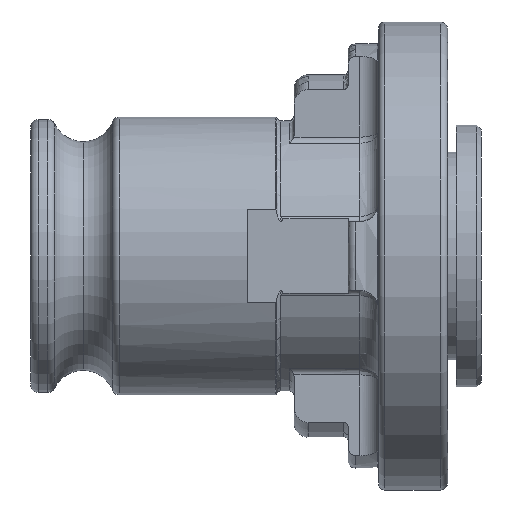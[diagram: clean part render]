
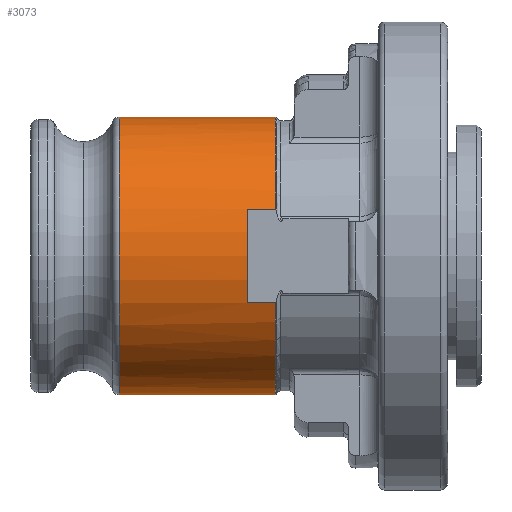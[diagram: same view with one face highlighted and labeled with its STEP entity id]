
A CAD part, front view. The second image highlights one B-rep face of the part: STEP entity #3073.
In plain terms, the highlighted cylindrical face has radius 9.5 mm (diameter 19 mm), a partial arc.
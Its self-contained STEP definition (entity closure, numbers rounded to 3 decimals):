
#154 = FACE_OUTER_BOUND ( 'NONE', #1279, .T. ) ;
#189 = CYLINDRICAL_SURFACE ( 'NONE', #1897, 9.5 ) ;
#356 = EDGE_CURVE ( 'NONE', #4282, #3173, #2965, .T. ) ;
#362 = EDGE_CURVE ( 'NONE', #4247, #4396, #2959, .T. ) ;
#363 = EDGE_CURVE ( 'NONE', #4396, #4319, #3025, .T. ) ;
#892 = DIRECTION ( 'NONE',  ( 0., 0., 1. ) ) ;
#897 = DIRECTION ( 'NONE',  ( -1., 0., 0. ) ) ;
#899 = CARTESIAN_POINT ( 'NONE',  ( -29.89, 0., 0. ) ) ;
#1279 = EDGE_LOOP ( 'NONE', ( #3399, #3398, #3397, #3396, #3395, #3394, #3393, #3392 ) ) ;
#1472 = AXIS2_PLACEMENT_3D ( 'NONE', #3776, #4189, #4188 ) ;
#1541 = AXIS2_PLACEMENT_3D ( 'NONE', #4108, #4100, #4105 ) ;
#1552 = AXIS2_PLACEMENT_3D ( 'NONE', #2054, #2053, #2052 ) ;
#1553 = AXIS2_PLACEMENT_3D ( 'NONE', #2093, #2092, #2091 ) ;
#1601 = EDGE_CURVE ( 'NONE', #4309, #4368, #2918, .T. ) ;
#1602 = EDGE_CURVE ( 'NONE', #4319, #4368, #2910, .T. ) ;
#1640 = EDGE_CURVE ( 'NONE', #4247, #4305, #2778, .T. ) ;
#1676 = EDGE_CURVE ( 'NONE', #4305, #3173, #2752, .T. ) ;
#1692 = EDGE_CURVE ( 'NONE', #4309, #4282, #2722, .T. ) ;
#1897 = AXIS2_PLACEMENT_3D ( 'NONE', #899, #897, #892 ) ;
#2052 = DIRECTION ( 'NONE',  ( 0., 0., -1. ) ) ;
#2053 = DIRECTION ( 'NONE',  ( 1., 0., 0. ) ) ;
#2054 = CARTESIAN_POINT ( 'NONE',  ( 14.8, 0., 0. ) ) ;
#2084 = DIRECTION ( 'NONE',  ( -1., 0., 0. ) ) ;
#2085 = CARTESIAN_POINT ( 'NONE',  ( -29.89, -8.95, 3.186 ) ) ;
#2091 = DIRECTION ( 'NONE',  ( 0., 0., 1. ) ) ;
#2092 = DIRECTION ( 'NONE',  ( -1., 0., 0. ) ) ;
#2093 = CARTESIAN_POINT ( 'NONE',  ( 6.063, 0., 0. ) ) ;
#2351 = CARTESIAN_POINT ( 'NONE',  ( 16.727, -8.95, 3.186 ) ) ;
#2364 = CARTESIAN_POINT ( 'NONE',  ( 16.727, 0., 9.5 ) ) ;
#2365 = CARTESIAN_POINT ( 'NONE',  ( 6.063, 0., -9.5 ) ) ;
#2380 = CARTESIAN_POINT ( 'NONE',  ( 16.727, 0., -9.5 ) ) ;
#2389 = CARTESIAN_POINT ( 'NONE',  ( 14.8, -8.95, -3.186 ) ) ;
#2424 = CARTESIAN_POINT ( 'NONE',  ( 16.727, -8.95, -3.186 ) ) ;
#2435 = CARTESIAN_POINT ( 'NONE',  ( 14.8, -8.95, 3.186 ) ) ;
#2712 = VECTOR ( 'NONE', #3883, 1000. ) ;
#2722 = LINE ( 'NONE', #4107, #2712 ) ;
#2729 = VECTOR ( 'NONE', #4056, 1000. ) ;
#2752 = LINE ( 'NONE', #3924, #2729 ) ;
#2778 = CIRCLE ( 'NONE', #1472, 9.5 ) ;
#2908 = VECTOR ( 'NONE', #4134, 1000. ) ;
#2910 = LINE ( 'NONE', #4110, #2908 ) ;
#2918 = CIRCLE ( 'NONE', #1541, 9.5 ) ;
#2959 = LINE ( 'NONE', #2085, #3015 ) ;
#2965 = CIRCLE ( 'NONE', #1553, 9.5 ) ;
#3015 = VECTOR ( 'NONE', #2084, 1000. ) ;
#3025 = CIRCLE ( 'NONE', #1552, 9.5 ) ;
#3073 = ADVANCED_FACE ( 'NONE', ( #154 ), #189, .T. ) ;
#3173 = VERTEX_POINT ( 'NONE', #4596 ) ;
#3392 = ORIENTED_EDGE ( 'NONE', *, *, #356, .F. ) ;
#3393 = ORIENTED_EDGE ( 'NONE', *, *, #1676, .T. ) ;
#3394 = ORIENTED_EDGE ( 'NONE', *, *, #1640, .T. ) ;
#3395 = ORIENTED_EDGE ( 'NONE', *, *, #362, .F. ) ;
#3396 = ORIENTED_EDGE ( 'NONE', *, *, #363, .F. ) ;
#3397 = ORIENTED_EDGE ( 'NONE', *, *, #1602, .F. ) ;
#3398 = ORIENTED_EDGE ( 'NONE', *, *, #1601, .T. ) ;
#3399 = ORIENTED_EDGE ( 'NONE', *, *, #1692, .F. ) ;
#3776 = CARTESIAN_POINT ( 'NONE',  ( 16.727, 0., 0. ) ) ;
#3883 = DIRECTION ( 'NONE',  ( -1., 0., 0. ) ) ;
#3924 = CARTESIAN_POINT ( 'NONE',  ( -29.89, 0., 9.5 ) ) ;
#4056 = DIRECTION ( 'NONE',  ( -1., 0., 0. ) ) ;
#4100 = DIRECTION ( 'NONE',  ( -1., 0., 0. ) ) ;
#4105 = DIRECTION ( 'NONE',  ( 0., 0., 1. ) ) ;
#4107 = CARTESIAN_POINT ( 'NONE',  ( -29.89, 0., -9.5 ) ) ;
#4108 = CARTESIAN_POINT ( 'NONE',  ( 16.727, 0., 0. ) ) ;
#4110 = CARTESIAN_POINT ( 'NONE',  ( -29.89, -8.95, -3.186 ) ) ;
#4134 = DIRECTION ( 'NONE',  ( 1., 0., 0. ) ) ;
#4188 = DIRECTION ( 'NONE',  ( 0., 0., 1. ) ) ;
#4189 = DIRECTION ( 'NONE',  ( -1., 0., 0. ) ) ;
#4247 = VERTEX_POINT ( 'NONE', #2351 ) ;
#4282 = VERTEX_POINT ( 'NONE', #2365 ) ;
#4305 = VERTEX_POINT ( 'NONE', #2364 ) ;
#4309 = VERTEX_POINT ( 'NONE', #2380 ) ;
#4319 = VERTEX_POINT ( 'NONE', #2389 ) ;
#4368 = VERTEX_POINT ( 'NONE', #2424 ) ;
#4396 = VERTEX_POINT ( 'NONE', #2435 ) ;
#4596 = CARTESIAN_POINT ( 'NONE',  ( 6.063, 0., 9.5 ) ) ;
